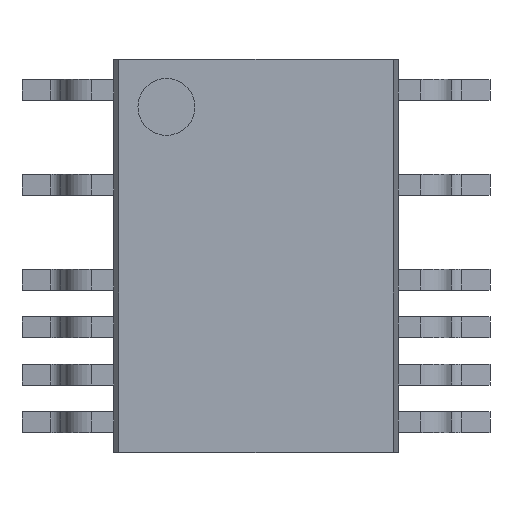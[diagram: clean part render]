
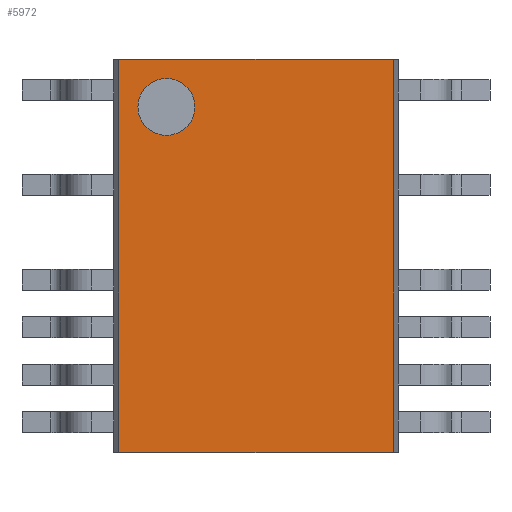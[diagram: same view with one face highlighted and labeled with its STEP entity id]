
A CAD part, top view. The second image highlights one B-rep face of the part: STEP entity #5972.
In plain terms, the highlighted planar face has unit normal (0, 0, 1).
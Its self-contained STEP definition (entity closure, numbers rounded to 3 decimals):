
#5659=CARTESIAN_POINT('',(-1.244,1.57,1.1));
#5660=VERTEX_POINT('',#5659);
#5669=CARTESIAN_POINT('',(-0.644,1.57,1.1));
#5670=VERTEX_POINT('',#5669);
#5671=CARTESIAN_POINT('',(-0.944,1.57,1.1));
#5672=DIRECTION('',(0.0,0.0,-1.0));
#5673=DIRECTION('',(-1.0,0.0,0.0));
#5674=AXIS2_PLACEMENT_3D('',#5671,#5672,#5673);
#5675=CIRCLE('',#5674,0.3);
#5676=EDGE_CURVE('',#5670,#5660,#5675,.T.);
#5766=CARTESIAN_POINT('',(1.444,-2.07,1.1));
#5767=VERTEX_POINT('',#5766);
#5774=CARTESIAN_POINT('',(-1.444,-2.07,1.1));
#5775=VERTEX_POINT('',#5774);
#5776=CARTESIAN_POINT('',(-1.444,-2.07,1.1));
#5777=DIRECTION('',(1.0,0.0,0.0));
#5778=VECTOR('',#5777,2.889);
#5779=LINE('',#5776,#5778);
#5780=EDGE_CURVE('',#5775,#5767,#5779,.T.);
#5850=CARTESIAN_POINT('',(-1.444,2.07,1.1));
#5851=VERTEX_POINT('',#5850);
#5858=CARTESIAN_POINT('',(1.444,2.07,1.1));
#5859=VERTEX_POINT('',#5858);
#5860=CARTESIAN_POINT('',(1.444,2.07,1.1));
#5861=DIRECTION('',(-1.0,0.0,0.0));
#5862=VECTOR('',#5861,2.889);
#5863=LINE('',#5860,#5862);
#5864=EDGE_CURVE('',#5859,#5851,#5863,.T.);
#5898=CARTESIAN_POINT('',(-0.944,1.57,1.1));
#5899=DIRECTION('',(0.0,0.0,-1.0));
#5900=DIRECTION('',(-1.0,0.0,0.0));
#5901=AXIS2_PLACEMENT_3D('',#5898,#5899,#5900);
#5902=CIRCLE('',#5901,0.3);
#5903=EDGE_CURVE('',#5660,#5670,#5902,.T.);
#5941=CARTESIAN_POINT('',(1.444,-2.07,1.1));
#5942=DIRECTION('',(0.0,1.0,0.0));
#5943=VECTOR('',#5942,4.14);
#5944=LINE('',#5941,#5943);
#5945=EDGE_CURVE('',#5767,#5859,#5944,.T.);
#5952=CARTESIAN_POINT('',(1.444,-1.03,1.1));
#5953=DIRECTION('',(0.0,0.0,1.0));
#5954=DIRECTION('',(1.0,0.0,0.0));
#5955=AXIS2_PLACEMENT_3D('',#5952,#5953,#5954);
#5956=PLANE('',#5955);
#5957=ORIENTED_EDGE('',*,*,#5864,.T.);
#5958=CARTESIAN_POINT('',(-1.444,-2.07,1.1));
#5959=DIRECTION('',(0.0,1.0,0.0));
#5960=VECTOR('',#5959,4.14);
#5961=LINE('',#5958,#5960);
#5962=EDGE_CURVE('',#5775,#5851,#5961,.T.);
#5963=ORIENTED_EDGE('',*,*,#5962,.F.);
#5964=ORIENTED_EDGE('',*,*,#5780,.T.);
#5965=ORIENTED_EDGE('',*,*,#5945,.T.);
#5966=EDGE_LOOP('',(#5957,#5963,#5964,#5965));
#5967=FACE_OUTER_BOUND('',#5966,.T.);
#5968=ORIENTED_EDGE('',*,*,#5903,.T.);
#5969=ORIENTED_EDGE('',*,*,#5676,.T.);
#5970=EDGE_LOOP('',(#5968,#5969));
#5971=FACE_BOUND('',#5970,.T.);
#5972=ADVANCED_FACE('',(#5967,#5971),#5956,.T.);
